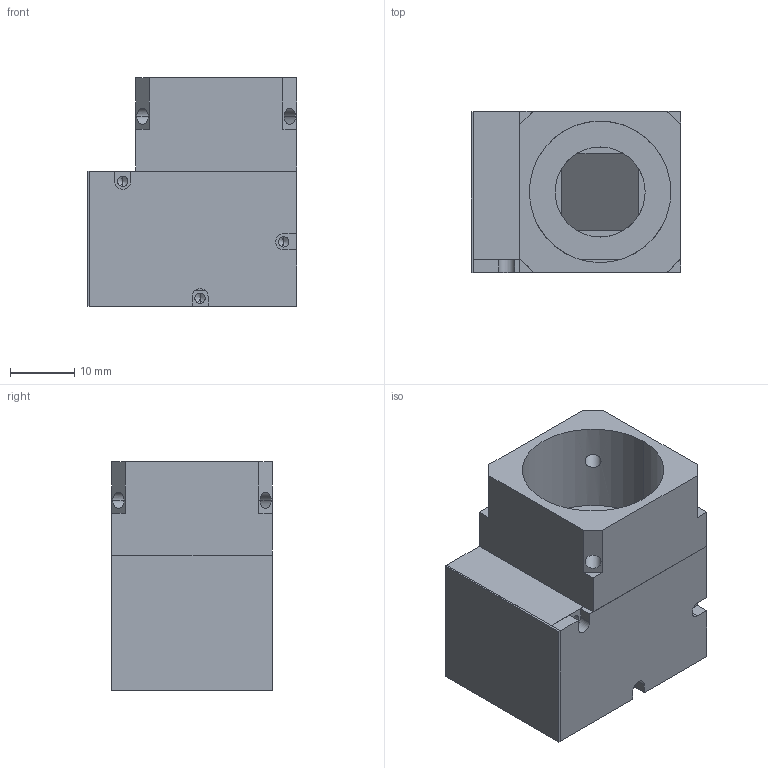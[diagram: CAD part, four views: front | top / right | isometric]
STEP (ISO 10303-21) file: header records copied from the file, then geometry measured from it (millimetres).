
FILE_DESCRIPTION (( 'STEP AP203' ), '1' );
FILE_NAME ('XF-ADZ-22D-3B.STEP', '2017-01-07T03:21:15', ( 'Windows 蚚誧' ), ( '' ), 'SwSTEP 2.0', 'SolidWorks 2014', '' );
FILE_SCHEMA (( 'CONFIG_CONTROL_DESIGN' ));
Length unit declared in the file: millimetre
Products named in the file (5): XF-ADZ-22D-3B-01翋极-20170107V5; XF-ADZ-22D-3B; XF-ADZ-16D-3-02-綠裔赽-20150408V5; XF-ADZ-16D-3-03-詩え-20150408V5; J-MR12-01-斜边反射直角反射棱镜-20151019V5
Assembly tree (5 placements, depth 2):
  XF-ADZ-22D-3B
    XF-ADZ-22D-3B-01翋极-20170107V5
    XF-ADZ-16D-3-02-綠裔赽-20150408V5
    XF-ADZ-16D-3-03-詩え-20150408V5
    J-MR12-01-斜边反射直角反射棱镜-20151019V5  x2
Bounding box: 32.5 x 25 x 35.5 mm (x, y, z)
Volume: 14701.7 mm3; surface area: 10980.5 mm2
Topology: 5 solids, 5 shells, 93 faces, 241 edges, 153 vertices
Faces by surface type: plane 62, cylinder 25, cone 6
Entity records: 3366 total; most frequent: CARTESIAN_POINT 621, DIRECTION 459, ORIENTED_EDGE 452, EDGE_CURVE 226, LINE 169, VECTOR 169, VERTEX_POINT 147, AXIS2_PLACEMENT_3D 145
